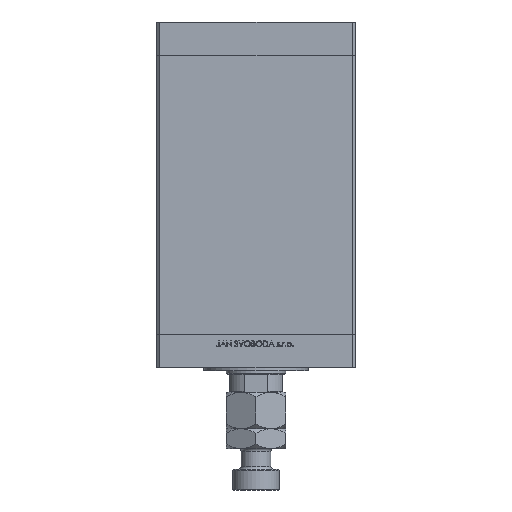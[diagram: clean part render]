
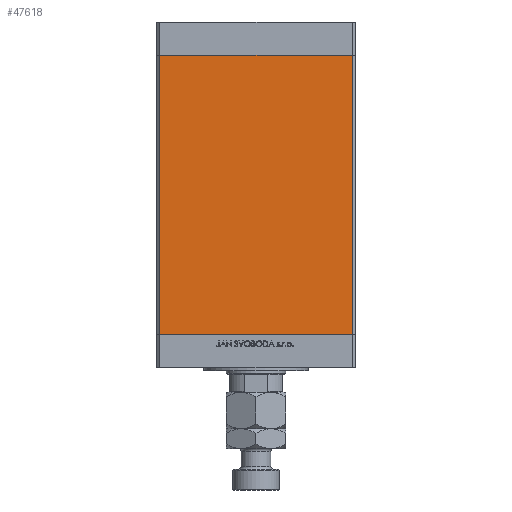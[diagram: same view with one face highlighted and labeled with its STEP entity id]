
A CAD part, front view. The second image highlights one B-rep face of the part: STEP entity #47618.
In plain terms, the highlighted planar face has unit normal (0, -1, 0).
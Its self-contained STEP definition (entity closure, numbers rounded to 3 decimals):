
#561 = CARTESIAN_POINT ( 'NONE',  ( -58., -51., 168.5 ) ) ;
#1362 = DIRECTION ( 'NONE',  ( 0., 0., -1. ) ) ;
#2096 = VERTEX_POINT ( 'NONE', #48629 ) ;
#2286 = CARTESIAN_POINT ( 'NONE',  ( 58., -51., 168.5 ) ) ;
#4370 = ORIENTED_EDGE ( 'NONE', *, *, #33309, .T. ) ;
#5479 = CARTESIAN_POINT ( 'NONE',  ( 58., -51., 168.5 ) ) ;
#5801 = PLANE ( 'NONE',  #33428 ) ;
#5915 = DIRECTION ( 'NONE',  ( 1., 0., 0. ) ) ;
#5983 = VECTOR ( 'NONE', #5915, 1000. ) ;
#7924 = ORIENTED_EDGE ( 'NONE', *, *, #48949, .T. ) ;
#8407 = ORIENTED_EDGE ( 'NONE', *, *, #45065, .F. ) ;
#8678 = VECTOR ( 'NONE', #18787, 1000. ) ;
#9497 = EDGE_LOOP ( 'NONE', ( #4370, #32414, #8407, #7924 ) ) ;
#10460 = VERTEX_POINT ( 'NONE', #2286 ) ;
#16244 = DIRECTION ( 'NONE',  ( 0., 0., -1. ) ) ;
#18787 = DIRECTION ( 'NONE',  ( 1., 0., 0. ) ) ;
#19636 = VERTEX_POINT ( 'NONE', #24049 ) ;
#21488 = DIRECTION ( 'NONE',  ( 0., 1., 0. ) ) ;
#24049 = CARTESIAN_POINT ( 'NONE',  ( -58., -51., 168.5 ) ) ;
#26902 = VECTOR ( 'NONE', #16244, 1000. ) ;
#29742 = VECTOR ( 'NONE', #1362, 1000. ) ;
#30368 = LINE ( 'NONE', #49672, #8678 ) ;
#32414 = ORIENTED_EDGE ( 'NONE', *, *, #35627, .F. ) ;
#32744 = LINE ( 'NONE', #5479, #29742 ) ;
#33309 = EDGE_CURVE ( 'NONE', #2096, #45854, #40392, .T. ) ;
#33428 = AXIS2_PLACEMENT_3D ( 'NONE', #37429, #21488, #33573 ) ;
#33573 = DIRECTION ( 'NONE',  ( 0., 0., 1. ) ) ;
#35627 = EDGE_CURVE ( 'NONE', #10460, #45854, #32744, .T. ) ;
#35800 = LINE ( 'NONE', #561, #26902 ) ;
#37429 = CARTESIAN_POINT ( 'NONE',  ( -58., -51., 168.5 ) ) ;
#40392 = LINE ( 'NONE', #43516, #5983 ) ;
#41049 = FACE_OUTER_BOUND ( 'NONE', #9497, .T. ) ;
#42345 = CARTESIAN_POINT ( 'NONE',  ( 58., -51., 0. ) ) ;
#43516 = CARTESIAN_POINT ( 'NONE',  ( -58., -51., 0. ) ) ;
#45065 = EDGE_CURVE ( 'NONE', #19636, #10460, #30368, .T. ) ;
#45854 = VERTEX_POINT ( 'NONE', #42345 ) ;
#47618 = ADVANCED_FACE ( 'NONE', ( #41049 ), #5801, .F. ) ;
#48629 = CARTESIAN_POINT ( 'NONE',  ( -58., -51., 0. ) ) ;
#48949 = EDGE_CURVE ( 'NONE', #19636, #2096, #35800, .T. ) ;
#49672 = CARTESIAN_POINT ( 'NONE',  ( -58., -51., 168.5 ) ) ;
